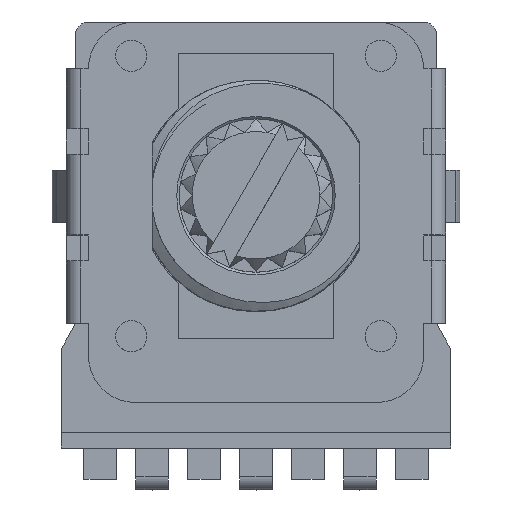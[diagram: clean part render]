
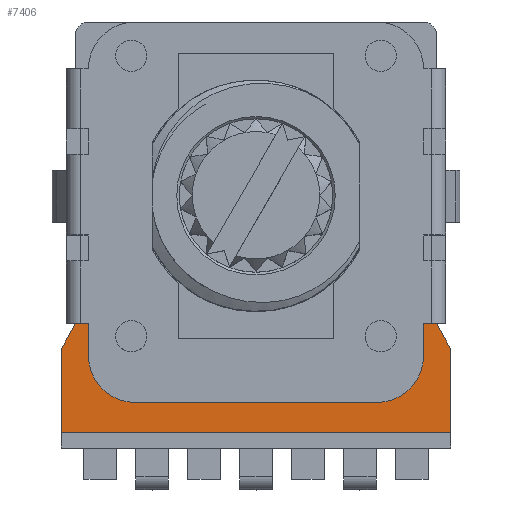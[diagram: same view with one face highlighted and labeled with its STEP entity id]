
A CAD part, top view. The second image highlights one B-rep face of the part: STEP entity #7406.
In plain terms, the highlighted planar face has unit normal (0, 0, 1).
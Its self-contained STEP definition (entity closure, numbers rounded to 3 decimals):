
#336=PLANE('',#7871);
#603=FACE_OUTER_BOUND('',#1029,.T.);
#1029=EDGE_LOOP('',(#5157,#5158,#5159,#5160,#5161,#5162,#5163,#5164,#5165,
#5166,#5167,#5168));
#1512=LINE('',#10441,#2276);
#1519=LINE('',#10455,#2283);
#1523=LINE('',#10463,#2287);
#1524=LINE('',#10465,#2288);
#1525=LINE('',#10467,#2289);
#1526=LINE('',#10469,#2290);
#1527=LINE('',#10473,#2291);
#1528=LINE('',#10477,#2292);
#1529=LINE('',#10479,#2293);
#1530=LINE('',#10480,#2294);
#2276=VECTOR('',#8546,10.);
#2283=VECTOR('',#8557,10.);
#2287=VECTOR('',#8563,10.);
#2288=VECTOR('',#8564,10.);
#2289=VECTOR('',#8565,10.);
#2290=VECTOR('',#8566,10.);
#2291=VECTOR('',#8569,10.);
#2292=VECTOR('',#8572,10.);
#2293=VECTOR('',#8573,10.);
#2294=VECTOR('',#8574,10.);
#2982=CIRCLE('',#7872,1.8);
#2983=CIRCLE('',#7873,1.8);
#3202=VERTEX_POINT('',#10439);
#3203=VERTEX_POINT('',#10440);
#3208=VERTEX_POINT('',#10454);
#3211=VERTEX_POINT('',#10462);
#3212=VERTEX_POINT('',#10464);
#3213=VERTEX_POINT('',#10466);
#3214=VERTEX_POINT('',#10468);
#3215=VERTEX_POINT('',#10470);
#3216=VERTEX_POINT('',#10472);
#3217=VERTEX_POINT('',#10474);
#3218=VERTEX_POINT('',#10476);
#3219=VERTEX_POINT('',#10478);
#3958=EDGE_CURVE('',#3202,#3203,#1512,.T.);
#3965=EDGE_CURVE('',#3208,#3202,#1519,.T.);
#3969=EDGE_CURVE('',#3203,#3211,#1523,.T.);
#3970=EDGE_CURVE('',#3211,#3212,#1524,.T.);
#3971=EDGE_CURVE('',#3212,#3213,#1525,.T.);
#3972=EDGE_CURVE('',#3213,#3214,#1526,.T.);
#3973=EDGE_CURVE('',#3214,#3215,#2982,.T.);
#3974=EDGE_CURVE('',#3215,#3216,#1527,.T.);
#3975=EDGE_CURVE('',#3216,#3217,#2983,.T.);
#3976=EDGE_CURVE('',#3217,#3218,#1528,.T.);
#3977=EDGE_CURVE('',#3218,#3219,#1529,.T.);
#3978=EDGE_CURVE('',#3219,#3208,#1530,.T.);
#5157=ORIENTED_EDGE('',*,*,#3958,.T.);
#5158=ORIENTED_EDGE('',*,*,#3969,.T.);
#5159=ORIENTED_EDGE('',*,*,#3970,.T.);
#5160=ORIENTED_EDGE('',*,*,#3971,.T.);
#5161=ORIENTED_EDGE('',*,*,#3972,.T.);
#5162=ORIENTED_EDGE('',*,*,#3973,.T.);
#5163=ORIENTED_EDGE('',*,*,#3974,.T.);
#5164=ORIENTED_EDGE('',*,*,#3975,.T.);
#5165=ORIENTED_EDGE('',*,*,#3976,.T.);
#5166=ORIENTED_EDGE('',*,*,#3977,.T.);
#5167=ORIENTED_EDGE('',*,*,#3978,.T.);
#5168=ORIENTED_EDGE('',*,*,#3965,.T.);
#7406=ADVANCED_FACE('',(#603),#336,.T.);
#7871=AXIS2_PLACEMENT_3D('',#10461,#8561,#8562);
#7872=AXIS2_PLACEMENT_3D('',#10471,#8567,#8568);
#7873=AXIS2_PLACEMENT_3D('',#10475,#8570,#8571);
#8546=DIRECTION('',(1.,0.,0.));
#8557=DIRECTION('',(0.,-1.,0.));
#8561=DIRECTION('center_axis',(0.,0.,1.));
#8562=DIRECTION('ref_axis',(-1.,0.,0.));
#8563=DIRECTION('',(0.,1.,0.));
#8564=DIRECTION('',(-0.482,0.876,0.));
#8565=DIRECTION('',(-1.,0.,0.));
#8566=DIRECTION('',(0.,-1.,0.));
#8567=DIRECTION('center_axis',(0.,0.,-1.));
#8568=DIRECTION('ref_axis',(0.,-1.,0.));
#8569=DIRECTION('',(-1.,0.,0.));
#8570=DIRECTION('center_axis',(0.,0.,-1.));
#8571=DIRECTION('ref_axis',(-1.,0.,0.));
#8572=DIRECTION('',(0.,1.,0.));
#8573=DIRECTION('',(-1.,0.,0.));
#8574=DIRECTION('',(-0.482,-0.876,0.));
#10439=CARTESIAN_POINT('',(-7.5,-9.1,7.));
#10440=CARTESIAN_POINT('',(7.5,-9.1,7.));
#10441=CARTESIAN_POINT('',(-3.75,-9.1,7.));
#10454=CARTESIAN_POINT('',(-7.5,-5.9,7.));
#10455=CARTESIAN_POINT('',(-7.5,-5.9,7.));
#10461=CARTESIAN_POINT('Origin',(0.,-1.5,7.));
#10462=CARTESIAN_POINT('',(7.5,-5.9,7.));
#10463=CARTESIAN_POINT('',(7.5,-9.7,7.));
#10464=CARTESIAN_POINT('',(6.95,-4.9,7.));
#10465=CARTESIAN_POINT('',(7.5,-5.9,7.));
#10466=CARTESIAN_POINT('',(6.45,-4.9,7.));
#10467=CARTESIAN_POINT('',(6.45,-4.9,7.));
#10468=CARTESIAN_POINT('',(6.45,-6.15,7.));
#10469=CARTESIAN_POINT('',(6.45,-6.15,7.));
#10470=CARTESIAN_POINT('',(4.65,-7.95,7.));
#10471=CARTESIAN_POINT('Origin',(4.65,-6.15,7.));
#10472=CARTESIAN_POINT('',(-4.65,-7.95,7.));
#10473=CARTESIAN_POINT('',(-4.65,-7.95,7.));
#10474=CARTESIAN_POINT('',(-6.45,-6.15,7.));
#10475=CARTESIAN_POINT('Origin',(-4.65,-6.15,7.));
#10476=CARTESIAN_POINT('',(-6.45,-4.9,7.));
#10477=CARTESIAN_POINT('',(-6.45,-4.9,7.));
#10478=CARTESIAN_POINT('',(-6.95,-4.9,7.));
#10479=CARTESIAN_POINT('',(-7.3,-4.9,7.));
#10480=CARTESIAN_POINT('',(-6.95,-4.9,7.));
